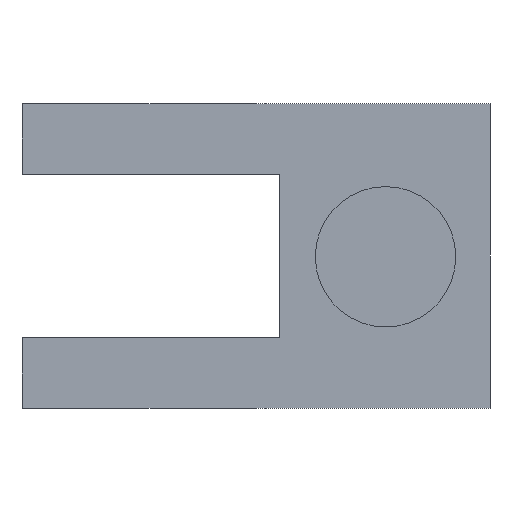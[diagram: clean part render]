
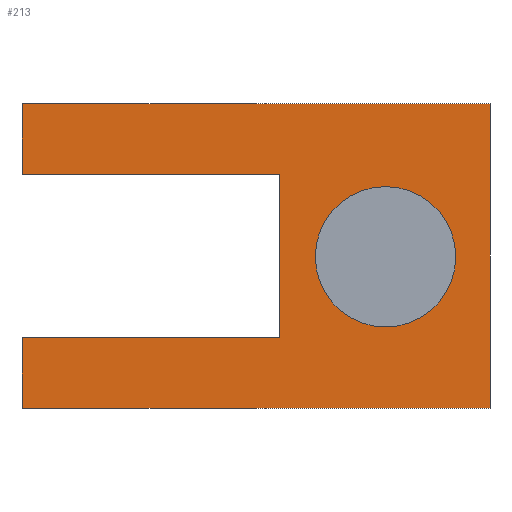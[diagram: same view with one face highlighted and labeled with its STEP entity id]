
A CAD part, front view. The second image highlights one B-rep face of the part: STEP entity #213.
In plain terms, the highlighted planar face has unit normal (0, -1, 0).
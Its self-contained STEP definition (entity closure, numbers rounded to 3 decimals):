
#16=FACE_BOUND('',#89,.T.);
#19=LINE('',#310,#44);
#22=LINE('',#316,#47);
#25=LINE('',#322,#50);
#28=LINE('',#328,#53);
#31=LINE('',#334,#56);
#34=LINE('',#340,#59);
#37=LINE('',#346,#62);
#40=LINE('',#350,#65);
#44=VECTOR('',#254,10.);
#47=VECTOR('',#259,10.);
#50=VECTOR('',#264,10.);
#53=VECTOR('',#269,10.);
#56=VECTOR('',#274,10.);
#59=VECTOR('',#279,10.);
#62=VECTOR('',#284,10.);
#65=VECTOR('',#289,10.);
#76=FACE_OUTER_BOUND('',#88,.T.);
#88=EDGE_LOOP('',(#172,#173,#174,#175,#176,#177,#178,#179));
#89=EDGE_LOOP('',(#180));
#93=CIRCLE('',#241,3.);
#97=VERTEX_POINT('',#307);
#98=VERTEX_POINT('',#309);
#100=VERTEX_POINT('',#315);
#102=VERTEX_POINT('',#321);
#104=VERTEX_POINT('',#327);
#106=VERTEX_POINT('',#333);
#108=VERTEX_POINT('',#339);
#110=VERTEX_POINT('',#345);
#111=VERTEX_POINT('',#352);
#115=EDGE_CURVE('',#98,#97,#19,.T.);
#118=EDGE_CURVE('',#100,#98,#22,.T.);
#121=EDGE_CURVE('',#102,#100,#25,.T.);
#124=EDGE_CURVE('',#104,#102,#28,.T.);
#127=EDGE_CURVE('',#106,#104,#31,.T.);
#130=EDGE_CURVE('',#108,#106,#34,.T.);
#133=EDGE_CURVE('',#110,#108,#37,.T.);
#136=EDGE_CURVE('',#97,#110,#40,.T.);
#137=EDGE_CURVE('',#111,#111,#93,.T.);
#172=ORIENTED_EDGE('',*,*,#136,.T.);
#173=ORIENTED_EDGE('',*,*,#133,.T.);
#174=ORIENTED_EDGE('',*,*,#130,.T.);
#175=ORIENTED_EDGE('',*,*,#127,.T.);
#176=ORIENTED_EDGE('',*,*,#124,.T.);
#177=ORIENTED_EDGE('',*,*,#121,.T.);
#178=ORIENTED_EDGE('',*,*,#118,.T.);
#179=ORIENTED_EDGE('',*,*,#115,.T.);
#180=ORIENTED_EDGE('',*,*,#137,.F.);
#202=PLANE('',#240);
#213=ADVANCED_FACE('',(#76,#16),#202,.F.);
#240=AXIS2_PLACEMENT_3D('',#351,#290,#291);
#241=AXIS2_PLACEMENT_3D('',#353,#292,#293);
#254=DIRECTION('',(0.,0.,-1.));
#259=DIRECTION('',(-1.,0.,0.));
#264=DIRECTION('',(0.,0.,1.));
#269=DIRECTION('',(1.,0.,0.));
#274=DIRECTION('',(0.,0.,-1.));
#279=DIRECTION('',(-1.,0.,0.));
#284=DIRECTION('',(0.,0.,-1.));
#289=DIRECTION('',(1.,0.,0.));
#290=DIRECTION('center_axis',(0.,1.,0.));
#291=DIRECTION('ref_axis',(1.,0.,0.));
#292=DIRECTION('center_axis',(0.,-1.,0.));
#293=DIRECTION('ref_axis',(-1.,0.,0.));
#307=CARTESIAN_POINT('',(0.,-2.,-3.));
#309=CARTESIAN_POINT('',(0.,-2.,0.));
#310=CARTESIAN_POINT('',(0.,-2.,-3.));
#315=CARTESIAN_POINT('',(20.,-2.,0.));
#316=CARTESIAN_POINT('',(0.,-2.,0.));
#321=CARTESIAN_POINT('',(20.,-2.,-13.));
#322=CARTESIAN_POINT('',(20.,-2.,0.));
#327=CARTESIAN_POINT('',(0.,-2.,-13.));
#328=CARTESIAN_POINT('',(20.,-2.,-13.));
#333=CARTESIAN_POINT('',(0.,-2.,-10.));
#334=CARTESIAN_POINT('',(0.,-2.,-13.));
#339=CARTESIAN_POINT('',(11.,-2.,-10.));
#340=CARTESIAN_POINT('',(11.,-2.,-10.));
#345=CARTESIAN_POINT('',(11.,-2.,-3.));
#346=CARTESIAN_POINT('',(11.,-2.,-3.));
#350=CARTESIAN_POINT('',(0.,-2.,-3.));
#351=CARTESIAN_POINT('Origin',(10.,-2.,-6.5));
#352=CARTESIAN_POINT('',(18.535,-2.,-6.533));
#353=CARTESIAN_POINT('Origin',(15.535,-2.,-6.533));
